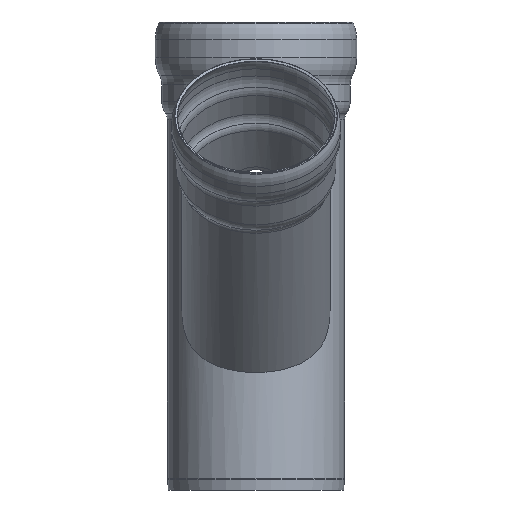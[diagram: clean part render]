
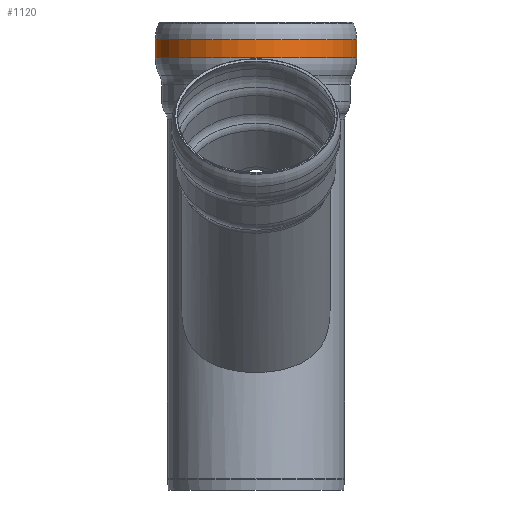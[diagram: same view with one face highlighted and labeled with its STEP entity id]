
A CAD part, left-side view. The second image highlights one B-rep face of the part: STEP entity #1120.
In plain terms, the highlighted cylindrical face has radius 905 mm (diameter 1810 mm), a full revolution.
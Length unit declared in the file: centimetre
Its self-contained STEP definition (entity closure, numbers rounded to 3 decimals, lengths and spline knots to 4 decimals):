
#58=CIRCLE('',#1208,90.5);
#59=CIRCLE('',#1209,90.5);
#60=CIRCLE('',#1210,90.5);
#61=CIRCLE('',#1211,90.5);
#214=FACE_OUTER_BOUND('',#282,.T.);
#282=EDGE_LOOP('',(#788,#789,#790,#791,#792,#793));
#352=LINE('',#2476,#384);
#384=VECTOR('',#1448,90.5);
#450=VERTEX_POINT('',#2471);
#451=VERTEX_POINT('',#2472);
#452=VERTEX_POINT('',#2475);
#453=VERTEX_POINT('',#2477);
#578=EDGE_CURVE('',#450,#451,#58,.T.);
#579=EDGE_CURVE('',#451,#450,#59,.T.);
#580=EDGE_CURVE('',#451,#452,#352,.T.);
#581=EDGE_CURVE('',#452,#453,#60,.T.);
#582=EDGE_CURVE('',#453,#452,#61,.T.);
#788=ORIENTED_EDGE('',*,*,#578,.F.);
#789=ORIENTED_EDGE('',*,*,#579,.F.);
#790=ORIENTED_EDGE('',*,*,#580,.T.);
#791=ORIENTED_EDGE('',*,*,#581,.T.);
#792=ORIENTED_EDGE('',*,*,#582,.T.);
#793=ORIENTED_EDGE('',*,*,#580,.F.);
#1094=CYLINDRICAL_SURFACE('',#1207,90.5);
#1120=ADVANCED_FACE('',(#214),#1094,.T.);
#1207=AXIS2_PLACEMENT_3D('',#2470,#1442,#1443);
#1208=AXIS2_PLACEMENT_3D('',#2473,#1444,#1445);
#1209=AXIS2_PLACEMENT_3D('',#2474,#1446,#1447);
#1210=AXIS2_PLACEMENT_3D('',#2478,#1449,#1450);
#1211=AXIS2_PLACEMENT_3D('',#2479,#1451,#1452);
#1442=DIRECTION('center_axis',(0.,0.,-1.));
#1443=DIRECTION('ref_axis',(-1.,0.,0.));
#1444=DIRECTION('center_axis',(0.,0.,-1.));
#1445=DIRECTION('ref_axis',(1.,0.,0.));
#1446=DIRECTION('center_axis',(0.,0.,-1.));
#1447=DIRECTION('ref_axis',(1.,0.,0.));
#1448=DIRECTION('',(0.,0.,1.));
#1449=DIRECTION('center_axis',(0.,0.,-1.));
#1450=DIRECTION('ref_axis',(1.,0.,0.));
#1451=DIRECTION('center_axis',(0.,0.,-1.));
#1452=DIRECTION('ref_axis',(1.,0.,0.));
#2470=CARTESIAN_POINT('Origin',(11.8805,191.006,142.6841));
#2471=CARTESIAN_POINT('',(11.8805,100.506,134.6019));
#2472=CARTESIAN_POINT('',(102.3805,191.006,134.6019));
#2473=CARTESIAN_POINT('Origin',(11.8805,191.006,134.6019));
#2474=CARTESIAN_POINT('Origin',(11.8805,191.006,134.6019));
#2475=CARTESIAN_POINT('',(102.3805,191.006,150.7662));
#2476=CARTESIAN_POINT('',(102.3805,191.006,142.6841));
#2477=CARTESIAN_POINT('',(11.8805,100.506,150.7662));
#2478=CARTESIAN_POINT('Origin',(11.8805,191.006,150.7662));
#2479=CARTESIAN_POINT('Origin',(11.8805,191.006,150.7662));
